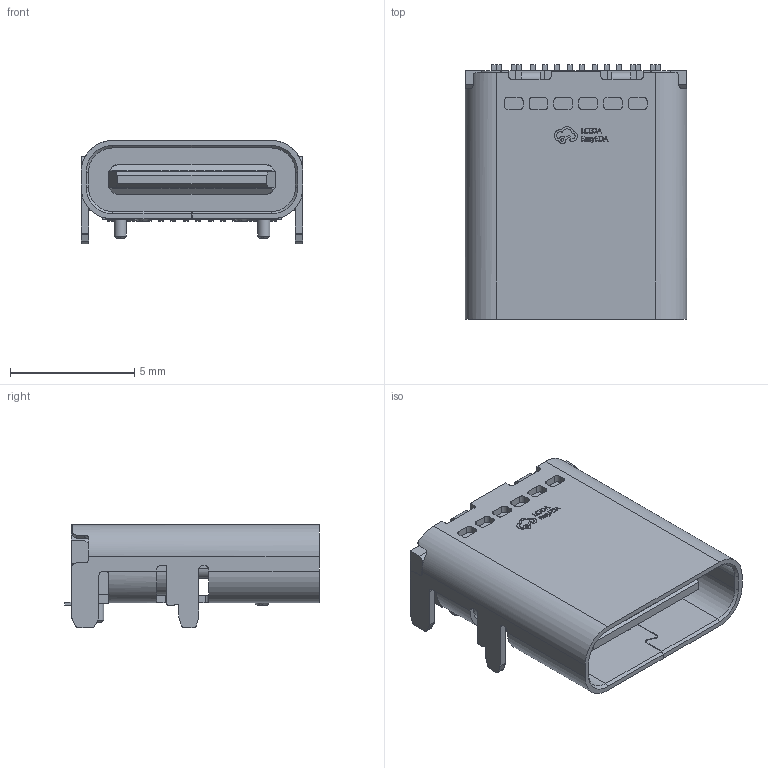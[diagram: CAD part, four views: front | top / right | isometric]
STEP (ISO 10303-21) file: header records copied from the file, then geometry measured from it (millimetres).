
FILE_DESCRIPTION (( 'STEP AP214' ), '1' );
FILE_NAME ('1111111.STEP', '2025-02-28T06:38:36', ( '' ), ( '' ), 'SwSTEP 2.0', 'SolidWorks 2025', '' );
FILE_SCHEMA (( 'AUTOMOTIVE_DESIGN' ));
Length unit declared in the file: millimetre
Products named in the file (1): 1111111
Bounding box: 8.94 x 10.25 x 4.17 mm (x, y, z)
Volume: 176.5 mm3; surface area: 526.8 mm2
Topology: 1 solids, 4 shells, 914 faces, 2583 edges, 1688 vertices
Faces by surface type: plane 601, cylinder 185, bspline 104, cone 24
Entity records: 31053 total; most frequent: CARTESIAN_POINT 7869, ORIENTED_EDGE 5166, DIRECTION 4308, EDGE_CURVE 2583, VECTOR 1894, LINE 1894, VERTEX_POINT 1688, AXIS2_PLACEMENT_3D 1207
